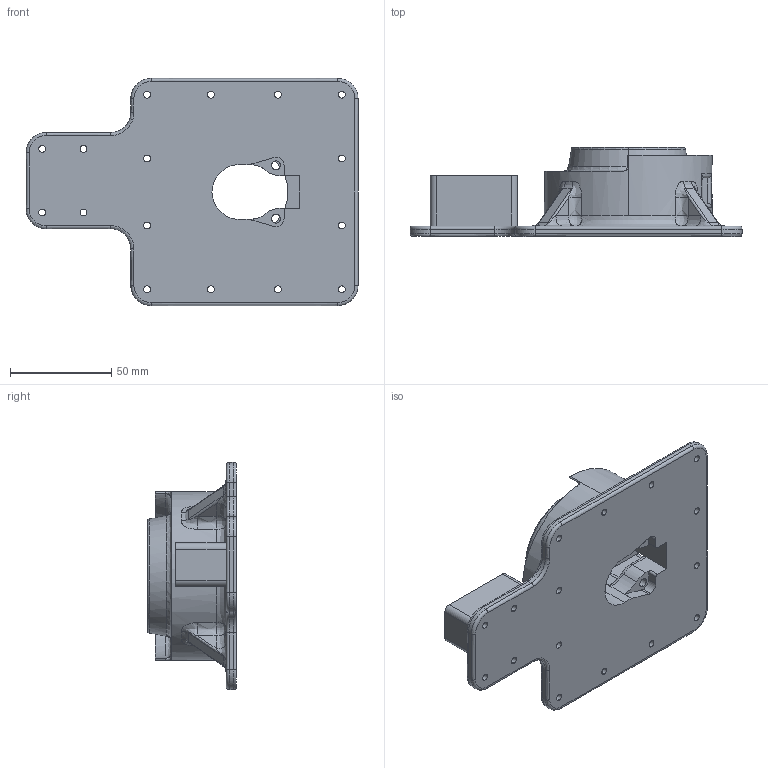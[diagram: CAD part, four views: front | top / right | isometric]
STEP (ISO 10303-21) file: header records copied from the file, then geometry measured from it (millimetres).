
FILE_DESCRIPTION (( 'STEP AP214' ), '1' );
FILE_NAME ('stationary_mount_v1.STEP', '2025-02-03T22:05:15', ( '' ), ( '' ), 'SwSTEP 2.0', 'SolidWorks 2024', '' );
FILE_SCHEMA (( 'AUTOMOTIVE_DESIGN' ));
Length unit declared in the file: millimetre
Products named in the file (1): stationary_mount_v1
Bounding box: 163.7 x 43.8 x 112 mm (x, y, z)
Volume: 220138.1 mm3; surface area: 52455.6 mm2
Topology: 1 solids, 1 shells, 325 faces, 853 edges, 530 vertices
Faces by surface type: bspline 115, cylinder 99, plane 73, cone 38
Entity records: 22912 total; most frequent: CARTESIAN_POINT 15770, ORIENTED_EDGE 1694, DIRECTION 1123, EDGE_CURVE 847, VERTEX_POINT 530, AXIS2_PLACEMENT_3D 451, B_SPLINE_CURVE_WITH_KNOTS 384, EDGE_LOOP 377
